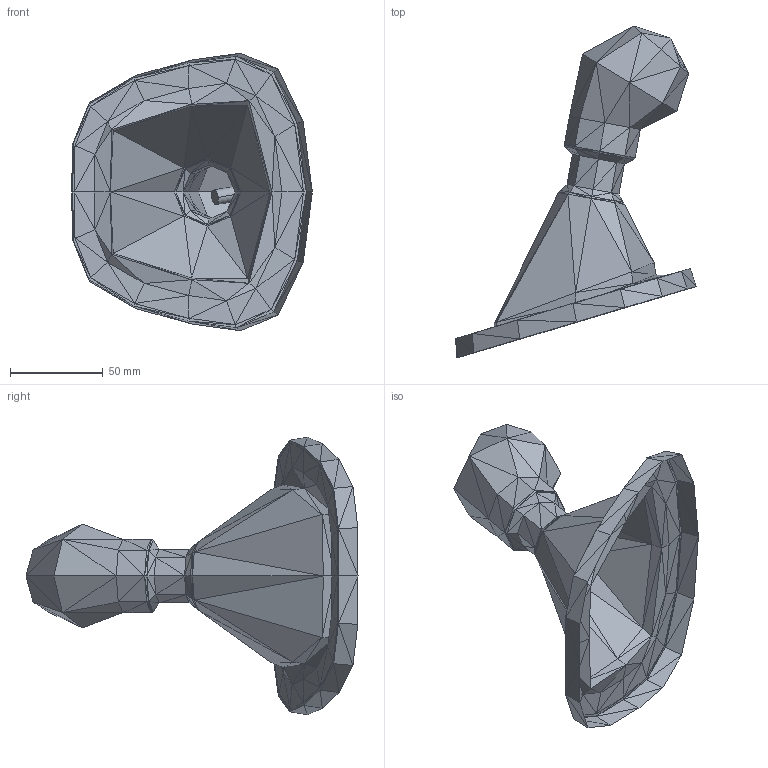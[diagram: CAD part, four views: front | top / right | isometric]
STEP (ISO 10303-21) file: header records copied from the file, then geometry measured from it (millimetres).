
FILE_DESCRIPTION (( 'STEP AP203' ), '1' );
FILE_NAME ('Gearshift_Default_sldprt.STEP', '2020-01-15T12:28:07', ( '' ), ( '' ), 'SwSTEP 2.0', 'SolidWorks 2017', '' );
FILE_SCHEMA (( 'CONFIG_CONTROL_DESIGN' ));
Length unit declared in the file: millimetre
Products named in the file (1): Gearshift_Default_sldprt
Bounding box: 129.83 x 179.18 x 149.81 mm (x, y, z)
Surface area: 42489.6 mm2 (no closed solid volume)
Topology: 0 solids, 2 shells, 292 faces, 448 edges, 158 vertices
Faces by surface type: plane 290, cylinder 2
Entity records: 5858 total; most frequent: DIRECTION 1038, CARTESIAN_POINT 899, ORIENTED_EDGE 876, EDGE_CURVE 448, VECTOR 444, LINE 444, AXIS2_PLACEMENT_3D 297, FACE_OUTER_BOUND 292
